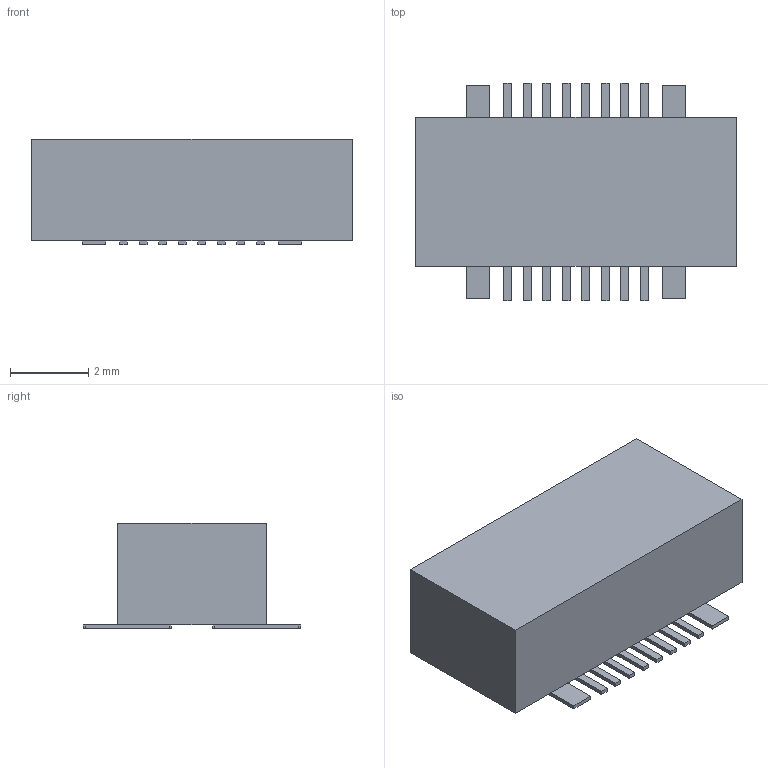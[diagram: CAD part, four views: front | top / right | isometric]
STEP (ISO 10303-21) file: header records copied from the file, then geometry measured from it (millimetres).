
FILE_DESCRIPTION(('FreeCAD Model'),'2;1');
FILE_NAME('1565720.1.5.stp','2022-10-29T11:23:55',( 'Author'),(''),'Open CASCADE STEP processor 6.9','FreeCAD','Unknown' );
FILE_SCHEMA(('AUTOMOTIVE_DESIGN { 1 0 10303 214 1 1 1 1 }'));
Length unit declared in the file: millimetre
Products named in the file (3): ASSEMBLY; Body; Pins
Assembly tree (2 placements, depth 2):
  ASSEMBLY
    Body
    Pins
Bounding box: 8.2 x 5.55 x 2.7 mm (x, y, z)
Volume: 82.3 mm3; surface area: 159.5 mm2
Topology: 21 solids, 21 shells, 126 faces, 252 edges, 168 vertices
Faces by surface type: plane 126
Entity records: 6671 total; most frequent: CARTESIAN_POINT 1053, DIRECTION 1014, LINE 756, VECTOR 756, ORIENTED_EDGE 504, PCURVE 504, DEFINITIONAL_REPRESENTATION 504, EDGE_CURVE 252
